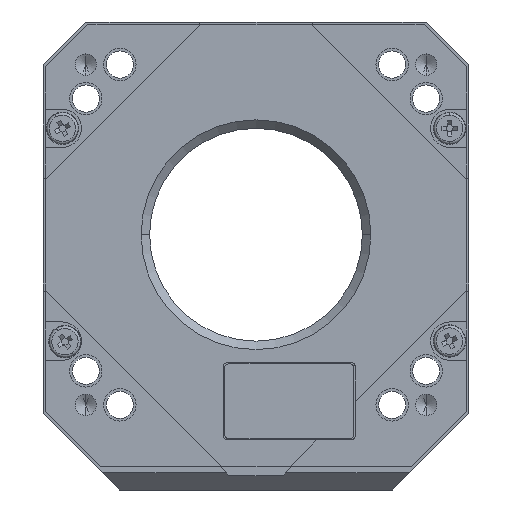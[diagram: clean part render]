
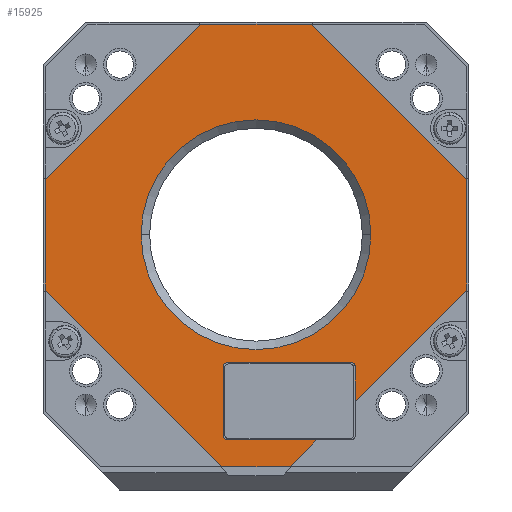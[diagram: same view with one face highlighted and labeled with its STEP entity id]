
A CAD part, front view. The second image highlights one B-rep face of the part: STEP entity #15925.
In plain terms, the highlighted planar face has unit normal (0, -1, 0).
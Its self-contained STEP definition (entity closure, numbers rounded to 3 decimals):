
#272 = DIRECTION ( 'NONE',  ( 0., 0., -1. ) ) ;
#573 = CARTESIAN_POINT ( 'NONE',  ( 48.363, 0.3, 21.41 ) ) ;
#689 = CARTESIAN_POINT ( 'NONE',  ( 39.763, 0.3, 21.41 ) ) ;
#693 = CARTESIAN_POINT ( 'NONE',  ( 48.363, 0.3, 20.91 ) ) ;
#832 = DIRECTION ( 'NONE',  ( 0., 0., 1. ) ) ;
#914 = VECTOR ( 'NONE', #13589, 1000. ) ;
#1009 = VERTEX_POINT ( 'NONE', #693 ) ;
#1110 = VERTEX_POINT ( 'NONE', #1235 ) ;
#1218 = EDGE_CURVE ( 'NONE', #21348, #21963, #21486, .T. ) ;
#1235 = CARTESIAN_POINT ( 'NONE',  ( 18.25, 0.3, 49.5 ) ) ;
#1514 = VERTEX_POINT ( 'NONE', #26967 ) ;
#2033 = CIRCLE ( 'NONE', #21379, 13.5 ) ;
#2178 = CARTESIAN_POINT ( 'NONE',  ( 0., 0.3, 36.41 ) ) ;
#2293 = DIRECTION ( 'NONE',  ( -0.707, 0., -0.707 ) ) ;
#2478 = EDGE_CURVE ( 'NONE', #21377, #14937, #18068, .T. ) ;
#2852 = VECTOR ( 'NONE', #5012, 1000. ) ;
#2869 = EDGE_CURVE ( 'NONE', #6741, #9018, #19024, .T. ) ;
#2938 = EDGE_CURVE ( 'NONE', #3289, #1110, #23685, .T. ) ;
#3289 = VERTEX_POINT ( 'NONE', #16601 ) ;
#3302 = ORIENTED_EDGE ( 'NONE', *, *, #12447, .F. ) ;
#3631 = DIRECTION ( 'NONE',  ( 0., 1., 0. ) ) ;
#3721 = DIRECTION ( 'NONE',  ( 0., -1., 0. ) ) ;
#4143 = EDGE_CURVE ( 'NONE', #9018, #1514, #9506, .T. ) ;
#4385 = CARTESIAN_POINT ( 'NONE',  ( 31.25, 0.3, 49.5 ) ) ;
#4611 = DIRECTION ( 'NONE',  ( 0.707, 0., 0.707 ) ) ;
#4749 = VERTEX_POINT ( 'NONE', #21252 ) ;
#4957 = VERTEX_POINT ( 'NONE', #24346 ) ;
#4999 = CARTESIAN_POINT ( 'NONE',  ( 0., 0.3, 20.91 ) ) ;
#5012 = DIRECTION ( 'NONE',  ( 1., 0., 0. ) ) ;
#5282 = DIRECTION ( 'NONE',  ( 0.707, 0., -0.707 ) ) ;
#5599 = VECTOR ( 'NONE', #7740, 1000. ) ;
#5758 = VERTEX_POINT ( 'NONE', #23444 ) ;
#5895 = AXIS2_PLACEMENT_3D ( 'NONE', #25040, #3631, #12213 ) ;
#5911 = VECTOR ( 'NONE', #8323, 1000. ) ;
#5946 = CARTESIAN_POINT ( 'NONE',  ( 24.75, 0.3, 11.25 ) ) ;
#6003 = LINE ( 'NONE', #14605, #12977 ) ;
#6060 = ORIENTED_EDGE ( 'NONE', *, *, #14443, .F. ) ;
#6089 = VECTOR ( 'NONE', #8112, 1000. ) ;
#6266 = CARTESIAN_POINT ( 'NONE',  ( 0., 0.3, 49.5 ) ) ;
#6287 = CARTESIAN_POINT ( 'NONE',  ( 52., 0.3, 20.75 ) ) ;
#6357 = CARTESIAN_POINT ( 'NONE',  ( 31.25, 0.3, 0. ) ) ;
#6741 = VERTEX_POINT ( 'NONE', #16133 ) ;
#6800 = CARTESIAN_POINT ( 'NONE',  ( 52., 0.3, 20.75 ) ) ;
#7329 = ORIENTED_EDGE ( 'NONE', *, *, #20715, .T. ) ;
#7648 = EDGE_CURVE ( 'NONE', #26201, #27536, #6003, .T. ) ;
#7740 = DIRECTION ( 'NONE',  ( -0.707, 0., 0.707 ) ) ;
#7969 = DIRECTION ( 'NONE',  ( 0., 0., -1. ) ) ;
#8112 = DIRECTION ( 'NONE',  ( -0.707, 0., 0.707 ) ) ;
#8267 = ORIENTED_EDGE ( 'NONE', *, *, #2938, .T. ) ;
#8323 = DIRECTION ( 'NONE',  ( 0., 0., -1. ) ) ;
#8382 = FACE_BOUND ( 'NONE', #15234, .T. ) ;
#8568 = VECTOR ( 'NONE', #10764, 1000. ) ;
#8780 = AXIS2_PLACEMENT_3D ( 'NONE', #573, #9163, #17774 ) ;
#9018 = VERTEX_POINT ( 'NONE', #19158 ) ;
#9163 = DIRECTION ( 'NONE',  ( 0., -1., 0. ) ) ;
#9506 = LINE ( 'NONE', #24588, #12267 ) ;
#10445 = ORIENTED_EDGE ( 'NONE', *, *, #2869, .T. ) ;
#10764 = DIRECTION ( 'NONE',  ( -1., 0., 0. ) ) ;
#10959 = CARTESIAN_POINT ( 'NONE',  ( 24.75, 0.3, 24.75 ) ) ;
#11542 = LINE ( 'NONE', #20136, #15301 ) ;
#11578 = VERTEX_POINT ( 'NONE', #6800 ) ;
#11732 = ORIENTED_EDGE ( 'NONE', *, *, #25609, .F. ) ;
#11854 = VECTOR ( 'NONE', #2293, 1000. ) ;
#12051 = EDGE_CURVE ( 'NONE', #4749, #4957, #11542, .T. ) ;
#12213 = DIRECTION ( 'NONE',  ( 0., 0., -1. ) ) ;
#12267 = VECTOR ( 'NONE', #5282, 1000. ) ;
#12307 = DIRECTION ( 'NONE',  ( 0., 0., -1. ) ) ;
#12447 = EDGE_CURVE ( 'NONE', #5758, #1009, #24304, .T. ) ;
#12973 = DIRECTION ( 'NONE',  ( -1., 0., 0. ) ) ;
#12977 = VECTOR ( 'NONE', #23200, 1000. ) ;
#13234 = CARTESIAN_POINT ( 'NONE',  ( 24.75, 0.3, 38.25 ) ) ;
#13543 = ORIENTED_EDGE ( 'NONE', *, *, #12051, .F. ) ;
#13589 = DIRECTION ( 'NONE',  ( 1., 0., 0. ) ) ;
#14297 = VERTEX_POINT ( 'NONE', #6357 ) ;
#14415 = CARTESIAN_POINT ( 'NONE',  ( 44.34, 0.3, 36.41 ) ) ;
#14443 = EDGE_CURVE ( 'NONE', #1009, #4749, #20915, .T. ) ;
#14545 = AXIS2_PLACEMENT_3D ( 'NONE', #23018, #3721, #12307 ) ;
#14605 = CARTESIAN_POINT ( 'NONE',  ( 39.763, 0.3, 49.5 ) ) ;
#14873 = DIRECTION ( 'NONE',  ( 0., -1., 0. ) ) ;
#14892 = DIRECTION ( 'NONE',  ( 0., 0., 1. ) ) ;
#14937 = VERTEX_POINT ( 'NONE', #13234 ) ;
#14943 = ORIENTED_EDGE ( 'NONE', *, *, #26160, .T. ) ;
#15119 = LINE ( 'NONE', #21599, #11854 ) ;
#15234 = EDGE_LOOP ( 'NONE', ( #18231, #26668 ) ) ;
#15301 = VECTOR ( 'NONE', #832, 1000. ) ;
#15330 = LINE ( 'NONE', #23919, #16823 ) ;
#15726 = LINE ( 'NONE', #24317, #2852 ) ;
#15925 = ADVANCED_FACE ( 'NONE', ( #8382, #16982 ), #25572, .T. ) ;
#16133 = CARTESIAN_POINT ( 'NONE',  ( 0., 0.3, 31.25 ) ) ;
#16601 = CARTESIAN_POINT ( 'NONE',  ( 31.25, 0.3, 49.5 ) ) ;
#16724 = VECTOR ( 'NONE', #12973, 1000. ) ;
#16819 = VECTOR ( 'NONE', #14892, 1000. ) ;
#16823 = VECTOR ( 'NONE', #4611, 1000. ) ;
#16982 = FACE_OUTER_BOUND ( 'NONE', #23486, .T. ) ;
#17731 = ORIENTED_EDGE ( 'NONE', *, *, #1218, .F. ) ;
#17774 = DIRECTION ( 'NONE',  ( 0., 0., -1. ) ) ;
#18068 = CIRCLE ( 'NONE', #5895, 13.5 ) ;
#18231 = ORIENTED_EDGE ( 'NONE', *, *, #2478, .T. ) ;
#18303 = ORIENTED_EDGE ( 'NONE', *, *, #7648, .F. ) ;
#18451 = LINE ( 'NONE', #27060, #5599 ) ;
#18687 = CARTESIAN_POINT ( 'NONE',  ( 40.263, 0.3, 35.91 ) ) ;
#18820 = LINE ( 'NONE', #27429, #6089 ) ;
#19024 = LINE ( 'NONE', #27633, #5911 ) ;
#19158 = CARTESIAN_POINT ( 'NONE',  ( 0., 0.3, 18.25 ) ) ;
#19391 = CARTESIAN_POINT ( 'NONE',  ( 39.763, 0.3, 35.91 ) ) ;
#19568 = DIRECTION ( 'NONE',  ( 0., 1., 0. ) ) ;
#20136 = CARTESIAN_POINT ( 'NONE',  ( 48.863, 0.3, 49.5 ) ) ;
#20295 = EDGE_CURVE ( 'NONE', #1110, #6741, #15119, .T. ) ;
#20506 = CARTESIAN_POINT ( 'NONE',  ( 52., 0.3, 28.75 ) ) ;
#20715 = EDGE_CURVE ( 'NONE', #14297, #11578, #15330, .T. ) ;
#20915 = CIRCLE ( 'NONE', #8780, 0.5 ) ;
#21072 = ORIENTED_EDGE ( 'NONE', *, *, #20295, .T. ) ;
#21252 = CARTESIAN_POINT ( 'NONE',  ( 48.863, 0.3, 21.41 ) ) ;
#21348 = VERTEX_POINT ( 'NONE', #14415 ) ;
#21377 = VERTEX_POINT ( 'NONE', #5946 ) ;
#21379 = AXIS2_PLACEMENT_3D ( 'NONE', #10959, #19568, #272 ) ;
#21486 = LINE ( 'NONE', #2178, #8568 ) ;
#21599 = CARTESIAN_POINT ( 'NONE',  ( 18.25, 0.3, 49.5 ) ) ;
#21963 = VERTEX_POINT ( 'NONE', #27628 ) ;
#23018 = CARTESIAN_POINT ( 'NONE',  ( 40.263, 0.3, 21.41 ) ) ;
#23185 = CIRCLE ( 'NONE', #26810, 0.5 ) ;
#23200 = DIRECTION ( 'NONE',  ( 0., 0., -1. ) ) ;
#23444 = CARTESIAN_POINT ( 'NONE',  ( 40.263, 0.3, 20.91 ) ) ;
#23460 = DIRECTION ( 'NONE',  ( 0., 0., -1. ) ) ;
#23486 = EDGE_LOOP ( 'NONE', ( #13543, #6060, #3302, #11732, #18303, #26483, #17731, #26022, #8267, #21072, #10445, #24973, #26948, #7329, #14943, #25110 ) ) ;
#23540 = EDGE_CURVE ( 'NONE', #14937, #21377, #2033, .T. ) ;
#23685 = LINE ( 'NONE', #4385, #16724 ) ;
#23812 = EDGE_CURVE ( 'NONE', #21963, #26201, #23185, .T. ) ;
#23855 = EDGE_CURVE ( 'NONE', #21348, #3289, #18820, .T. ) ;
#23919 = CARTESIAN_POINT ( 'NONE',  ( 31.25, 0.3, 0. ) ) ;
#24304 = LINE ( 'NONE', #4999, #914 ) ;
#24317 = CARTESIAN_POINT ( 'NONE',  ( 18.25, 0.3, 0. ) ) ;
#24346 = CARTESIAN_POINT ( 'NONE',  ( 48.863, 0.3, 31.887 ) ) ;
#24588 = CARTESIAN_POINT ( 'NONE',  ( 0., 0.3, 18.25 ) ) ;
#24634 = EDGE_CURVE ( 'NONE', #26351, #4957, #18451, .T. ) ;
#24973 = ORIENTED_EDGE ( 'NONE', *, *, #4143, .T. ) ;
#25040 = CARTESIAN_POINT ( 'NONE',  ( 24.75, 0.3, 24.75 ) ) ;
#25110 = ORIENTED_EDGE ( 'NONE', *, *, #24634, .T. ) ;
#25466 = EDGE_CURVE ( 'NONE', #1514, #14297, #15726, .T. ) ;
#25495 = AXIS2_PLACEMENT_3D ( 'NONE', #6266, #14873, #23460 ) ;
#25572 = PLANE ( 'NONE',  #25495 ) ;
#25588 = LINE ( 'NONE', #6287, #16819 ) ;
#25609 = EDGE_CURVE ( 'NONE', #27536, #5758, #26711, .T. ) ;
#26022 = ORIENTED_EDGE ( 'NONE', *, *, #23855, .T. ) ;
#26160 = EDGE_CURVE ( 'NONE', #11578, #26351, #25588, .T. ) ;
#26201 = VERTEX_POINT ( 'NONE', #19391 ) ;
#26351 = VERTEX_POINT ( 'NONE', #20506 ) ;
#26483 = ORIENTED_EDGE ( 'NONE', *, *, #23812, .F. ) ;
#26668 = ORIENTED_EDGE ( 'NONE', *, *, #23540, .T. ) ;
#26711 = CIRCLE ( 'NONE', #14545, 0.5 ) ;
#26810 = AXIS2_PLACEMENT_3D ( 'NONE', #18687, #27298, #7969 ) ;
#26948 = ORIENTED_EDGE ( 'NONE', *, *, #25466, .T. ) ;
#26967 = CARTESIAN_POINT ( 'NONE',  ( 18.25, 0.3, 0. ) ) ;
#27060 = CARTESIAN_POINT ( 'NONE',  ( 52., 0.3, 28.75 ) ) ;
#27298 = DIRECTION ( 'NONE',  ( 0., -1., 0. ) ) ;
#27429 = CARTESIAN_POINT ( 'NONE',  ( 52., 0.3, 28.75 ) ) ;
#27536 = VERTEX_POINT ( 'NONE', #689 ) ;
#27628 = CARTESIAN_POINT ( 'NONE',  ( 40.263, 0.3, 36.41 ) ) ;
#27633 = CARTESIAN_POINT ( 'NONE',  ( 0., 0.3, 31.25 ) ) ;
